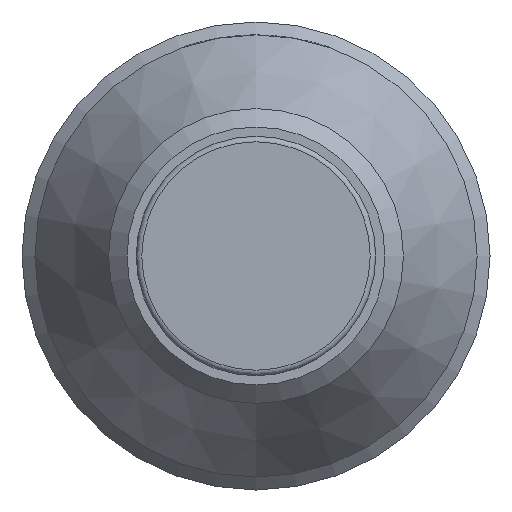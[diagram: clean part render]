
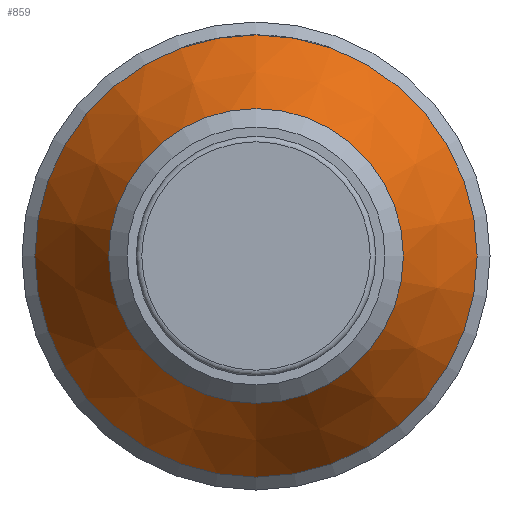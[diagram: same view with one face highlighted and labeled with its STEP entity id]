
A CAD part, left-side view. The second image highlights one B-rep face of the part: STEP entity #859.
In plain terms, the highlighted conical face has half-angle 30 degrees and reference radius 4 mm.
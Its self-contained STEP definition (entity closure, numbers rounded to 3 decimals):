
#63=CONICAL_SURFACE('',#917,4.,0.524);
#102=ORIENTED_EDGE('',*,*,#217,.T.);
#103=ORIENTED_EDGE('',*,*,#216,.F.);
#216=EDGE_CURVE('',#275,#275,#326,.T.);
#217=EDGE_CURVE('',#276,#276,#327,.T.);
#275=VERTEX_POINT('',#1194);
#276=VERTEX_POINT('',#1197);
#326=CIRCLE('',#916,4.);
#327=CIRCLE('',#918,6.);
#368=EDGE_LOOP('',(#102));
#369=EDGE_LOOP('',(#103));
#448=FACE_BOUND('',#368,.T.);
#449=FACE_BOUND('',#369,.T.);
#859=ADVANCED_FACE('',(#448,#449),#63,.T.);
#916=AXIS2_PLACEMENT_3D('',#1193,#1011,#1012);
#917=AXIS2_PLACEMENT_3D('',#1195,#1013,#1014);
#918=AXIS2_PLACEMENT_3D('',#1196,#1015,#1016);
#1011=DIRECTION('',(-1.,0.,0.));
#1012=DIRECTION('',(0.,0.,1.));
#1013=DIRECTION('',(1.,0.,0.));
#1014=DIRECTION('',(0.,0.,-1.));
#1015=DIRECTION('',(-1.,0.,0.));
#1016=DIRECTION('',(0.,0.,1.));
#1193=CARTESIAN_POINT('',(27.4,0.,0.));
#1194=CARTESIAN_POINT('',(27.4,0.,4.));
#1195=CARTESIAN_POINT('',(27.4,0.,0.));
#1196=CARTESIAN_POINT('',(30.864,0.,0.));
#1197=CARTESIAN_POINT('',(30.864,0.,6.));
